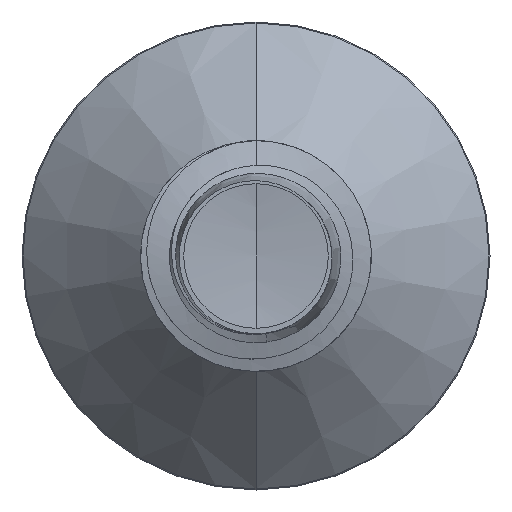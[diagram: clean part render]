
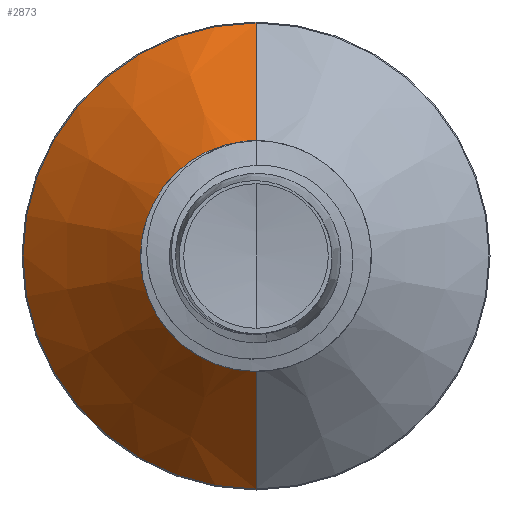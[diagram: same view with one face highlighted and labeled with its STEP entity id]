
A CAD part, front view. The second image highlights one B-rep face of the part: STEP entity #2873.
In plain terms, the highlighted conical face has half-angle 45 degrees and reference radius 0.859 mm.
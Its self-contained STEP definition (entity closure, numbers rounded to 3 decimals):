
#955 = EDGE_CURVE ( 'NONE', #3553, #8891, #7787, .T. ) ;
#1090 = CARTESIAN_POINT ( 'NONE',  ( 0., 1.184, 0.859 ) ) ;
#1096 = DIRECTION ( 'NONE',  ( 0., 1., 0. ) ) ;
#1248 = CONICAL_SURFACE ( 'NONE', #6267, 0.859, 0.785 ) ;
#1479 = FACE_OUTER_BOUND ( 'NONE', #6587, .T. ) ;
#1512 = VECTOR ( 'NONE', #7909, 1000. ) ;
#1757 = CIRCLE ( 'NONE', #8871, 1.817 ) ;
#2873 = ADVANCED_FACE ( 'NONE', ( #1479 ), #1248, .T. ) ;
#3400 = CARTESIAN_POINT ( 'NONE',  ( 0., 2.142, 0. ) ) ;
#3464 = CARTESIAN_POINT ( 'NONE',  ( 0., 1.184, -0.859 ) ) ;
#3553 = VERTEX_POINT ( 'NONE', #8031 ) ;
#4145 = DIRECTION ( 'NONE',  ( 0., 0., 1. ) ) ;
#4433 = CARTESIAN_POINT ( 'NONE',  ( 0., 2.142, 1.817 ) ) ;
#5102 = CARTESIAN_POINT ( 'NONE',  ( 0., 1.184, 0.859 ) ) ;
#5165 = ORIENTED_EDGE ( 'NONE', *, *, #955, .T. ) ;
#5196 = EDGE_CURVE ( 'NONE', #8127, #6912, #1757, .T. ) ;
#5393 = DIRECTION ( 'NONE',  ( 0., 0., 1. ) ) ;
#5554 = CARTESIAN_POINT ( 'NONE',  ( 0., 1.184, 0. ) ) ;
#5647 = AXIS2_PLACEMENT_3D ( 'NONE', #5554, #1096, #6304 ) ;
#5869 = ORIENTED_EDGE ( 'NONE', *, *, #7365, .T. ) ;
#5940 = VECTOR ( 'NONE', #6296, 1000. ) ;
#6213 = CARTESIAN_POINT ( 'NONE',  ( 0., 1.184, 0. ) ) ;
#6267 = AXIS2_PLACEMENT_3D ( 'NONE', #6213, #7646, #5393 ) ;
#6296 = DIRECTION ( 'NONE',  ( 0., 0.707, 0.707 ) ) ;
#6304 = DIRECTION ( 'NONE',  ( 0., 0., 1. ) ) ;
#6587 = EDGE_LOOP ( 'NONE', ( #7031, #5165, #5869, #9122 ) ) ;
#6912 = VERTEX_POINT ( 'NONE', #4433 ) ;
#7031 = ORIENTED_EDGE ( 'NONE', *, *, #7618, .F. ) ;
#7365 = EDGE_CURVE ( 'NONE', #8891, #6912, #9634, .T. ) ;
#7618 = EDGE_CURVE ( 'NONE', #3553, #8127, #9186, .T. ) ;
#7646 = DIRECTION ( 'NONE',  ( 0., 1., 0. ) ) ;
#7787 = CIRCLE ( 'NONE', #5647, 0.859 ) ;
#7909 = DIRECTION ( 'NONE',  ( 0., 0.707, -0.707 ) ) ;
#8031 = CARTESIAN_POINT ( 'NONE',  ( 0., 1.184, -0.859 ) ) ;
#8127 = VERTEX_POINT ( 'NONE', #9095 ) ;
#8591 = DIRECTION ( 'NONE',  ( 0., 1., 0. ) ) ;
#8871 = AXIS2_PLACEMENT_3D ( 'NONE', #3400, #8591, #4145 ) ;
#8891 = VERTEX_POINT ( 'NONE', #5102 ) ;
#9095 = CARTESIAN_POINT ( 'NONE',  ( 0., 2.142, -1.817 ) ) ;
#9122 = ORIENTED_EDGE ( 'NONE', *, *, #5196, .F. ) ;
#9186 = LINE ( 'NONE', #3464, #1512 ) ;
#9634 = LINE ( 'NONE', #1090, #5940 ) ;
